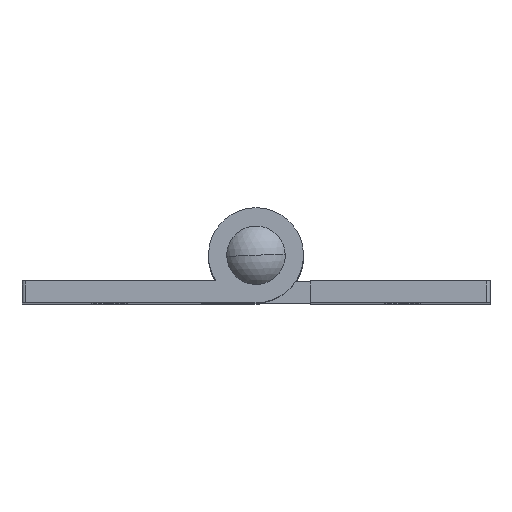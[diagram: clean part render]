
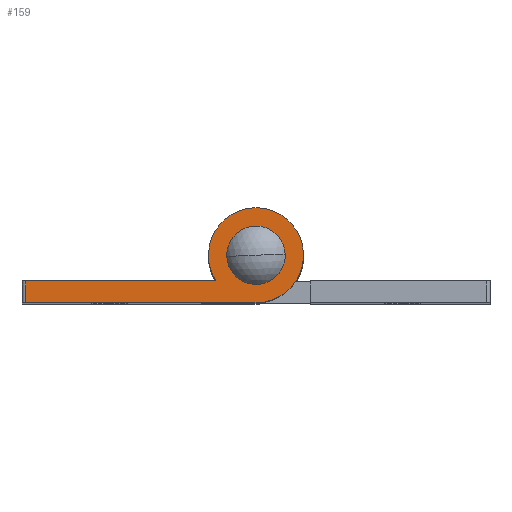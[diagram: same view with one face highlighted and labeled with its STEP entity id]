
A CAD part, top view. The second image highlights one B-rep face of the part: STEP entity #159.
In plain terms, the highlighted planar face has unit normal (0, 0, 1).
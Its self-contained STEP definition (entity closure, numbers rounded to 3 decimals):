
#37 = VERTEX_POINT ( 'NONE', #912 ) ;
#38 = VERTEX_POINT ( 'NONE', #911 ) ;
#39 = EDGE_CURVE ( 'NONE', #37, #38, #909, .T. ) ;
#56 = EDGE_CURVE ( 'NONE', #61, #57, #1000, .T. ) ;
#57 = VERTEX_POINT ( 'NONE', #995 ) ;
#61 = VERTEX_POINT ( 'NONE', #994 ) ;
#72 = EDGE_CURVE ( 'NONE', #57, #74, #976, .T. ) ;
#74 = VERTEX_POINT ( 'NONE', #971 ) ;
#80 = VERTEX_POINT ( 'NONE', #1022 ) ;
#93 = EDGE_CURVE ( 'NONE', #80, #61, #1059, .T. ) ;
#108 = EDGE_CURVE ( 'NONE', #38, #37, #1091, .T. ) ;
#121 = ORIENTED_EDGE ( 'NONE', *, *, #108, .F. ) ;
#157 = EDGE_LOOP ( 'NONE', ( #182, #175, #178, #174, #172, #173 ) ) ;
#159 = ADVANCED_FACE ( 'NONE', ( #1139, #1138 ), #1137, .T. ) ;
#169 = ORIENTED_EDGE ( 'NONE', *, *, #39, .F. ) ;
#171 = EDGE_LOOP ( 'NONE', ( #169, #121 ) ) ;
#172 = ORIENTED_EDGE ( 'NONE', *, *, #56, .T. ) ;
#173 = ORIENTED_EDGE ( 'NONE', *, *, #72, .T. ) ;
#174 = ORIENTED_EDGE ( 'NONE', *, *, #93, .T. ) ;
#175 = ORIENTED_EDGE ( 'NONE', *, *, #176, .T. ) ;
#176 = EDGE_CURVE ( 'NONE', #180, #179, #1172, .T. ) ;
#177 = EDGE_CURVE ( 'NONE', #179, #80, #1168, .T. ) ;
#178 = ORIENTED_EDGE ( 'NONE', *, *, #177, .T. ) ;
#179 = VERTEX_POINT ( 'NONE', #1164 ) ;
#180 = VERTEX_POINT ( 'NONE', #1163 ) ;
#181 = EDGE_CURVE ( 'NONE', #74, #180, #1224, .T. ) ;
#182 = ORIENTED_EDGE ( 'NONE', *, *, #181, .T. ) ;
#907 = CARTESIAN_POINT ( 'NONE',  ( 0., 0., 30. ) ) ;
#908 = AXIS2_PLACEMENT_3D ( 'NONE', #907, #969, #968 ) ;
#909 = CIRCLE ( 'NONE', #908, 1.75 ) ;
#911 = CARTESIAN_POINT ( 'NONE',  ( 1.75, 0., 30. ) ) ;
#912 = CARTESIAN_POINT ( 'NONE',  ( -1.75, 0., 30. ) ) ;
#968 = DIRECTION ( 'NONE',  ( 1., 0., 0. ) ) ;
#969 = DIRECTION ( 'NONE',  ( 0., 0., 1. ) ) ;
#971 = CARTESIAN_POINT ( 'NONE',  ( -2.739, -1.75, 30. ) ) ;
#972 = DIRECTION ( 'NONE',  ( 1., 0., 0. ) ) ;
#973 = DIRECTION ( 'NONE',  ( 0., 0., 1. ) ) ;
#974 = CARTESIAN_POINT ( 'NONE',  ( 0., 0., 30. ) ) ;
#975 = AXIS2_PLACEMENT_3D ( 'NONE', #974, #973, #972 ) ;
#976 = CIRCLE ( 'NONE', #975, 3.25 ) ;
#994 = CARTESIAN_POINT ( 'NONE',  ( 3.25, 0., 30. ) ) ;
#995 = CARTESIAN_POINT ( 'NONE',  ( -3.25, 0., 30. ) ) ;
#996 = DIRECTION ( 'NONE',  ( 1., 0., 0. ) ) ;
#997 = DIRECTION ( 'NONE',  ( 0., 0., 1. ) ) ;
#998 = CARTESIAN_POINT ( 'NONE',  ( 0., 0., 30. ) ) ;
#999 = AXIS2_PLACEMENT_3D ( 'NONE', #998, #997, #996 ) ;
#1000 = CIRCLE ( 'NONE', #999, 3.25 ) ;
#1022 = CARTESIAN_POINT ( 'NONE',  ( 0., -3.25, 30. ) ) ;
#1055 = DIRECTION ( 'NONE',  ( 1., 0., 0. ) ) ;
#1056 = DIRECTION ( 'NONE',  ( 0., 0., 1. ) ) ;
#1057 = CARTESIAN_POINT ( 'NONE',  ( 0., 0., 30. ) ) ;
#1058 = AXIS2_PLACEMENT_3D ( 'NONE', #1057, #1056, #1055 ) ;
#1059 = CIRCLE ( 'NONE', #1058, 3.25 ) ;
#1087 = DIRECTION ( 'NONE',  ( 1., 0., 0. ) ) ;
#1088 = DIRECTION ( 'NONE',  ( 0., 0., 1. ) ) ;
#1089 = CARTESIAN_POINT ( 'NONE',  ( 0., 0., 30. ) ) ;
#1090 = AXIS2_PLACEMENT_3D ( 'NONE', #1089, #1088, #1087 ) ;
#1091 = CIRCLE ( 'NONE', #1090, 1.75 ) ;
#1133 = DIRECTION ( 'NONE',  ( 1., 0., 0. ) ) ;
#1134 = DIRECTION ( 'NONE',  ( 0., 0., 1. ) ) ;
#1135 = CARTESIAN_POINT ( 'NONE',  ( 0., 0., 30. ) ) ;
#1136 = AXIS2_PLACEMENT_3D ( 'NONE', #1135, #1134, #1133 ) ;
#1137 = PLANE ( 'NONE',  #1136 ) ;
#1138 = FACE_BOUND ( 'NONE', #171, .T. ) ;
#1139 = FACE_OUTER_BOUND ( 'NONE', #157, .T. ) ;
#1163 = CARTESIAN_POINT ( 'NONE',  ( -15.75, -1.75, 30. ) ) ;
#1164 = CARTESIAN_POINT ( 'NONE',  ( -15.75, -3.25, 30. ) ) ;
#1165 = DIRECTION ( 'NONE',  ( 1., 0., 0. ) ) ;
#1166 = VECTOR ( 'NONE', #1165, 1000. ) ;
#1167 = CARTESIAN_POINT ( 'NONE',  ( 0., -3.25, 30. ) ) ;
#1168 = LINE ( 'NONE', #1167, #1166 ) ;
#1169 = DIRECTION ( 'NONE',  ( 0., -1., 0. ) ) ;
#1170 = VECTOR ( 'NONE', #1169, 1000. ) ;
#1171 = CARTESIAN_POINT ( 'NONE',  ( -15.75, -3.25, 30. ) ) ;
#1172 = LINE ( 'NONE', #1171, #1170 ) ;
#1221 = DIRECTION ( 'NONE',  ( -1., 0., 0. ) ) ;
#1222 = VECTOR ( 'NONE', #1221, 1000. ) ;
#1223 = CARTESIAN_POINT ( 'NONE',  ( -16., -1.75, 30. ) ) ;
#1224 = LINE ( 'NONE', #1223, #1222 ) ;
